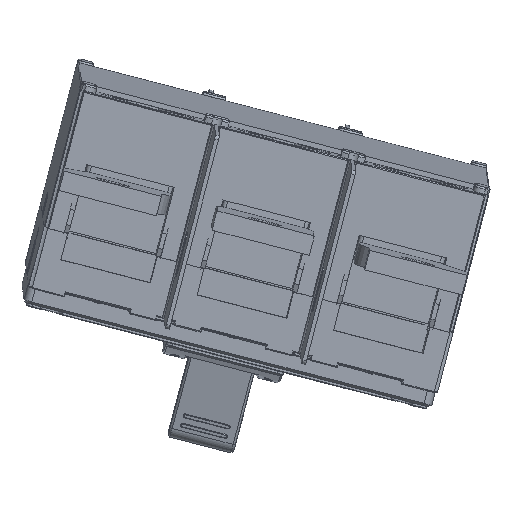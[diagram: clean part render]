
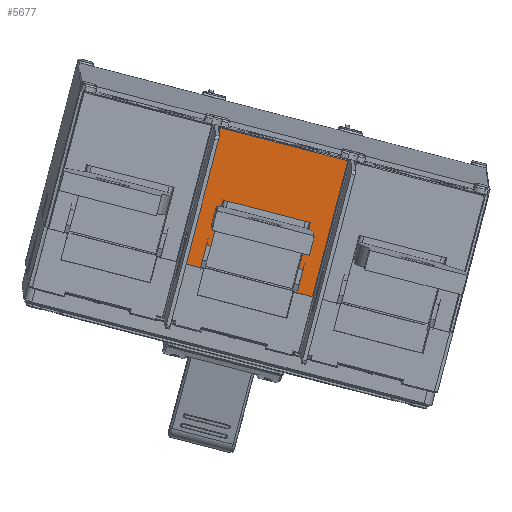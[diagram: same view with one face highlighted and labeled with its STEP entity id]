
A CAD part, top view. The second image highlights one B-rep face of the part: STEP entity #5677.
In plain terms, the highlighted planar face has unit normal (0.006, -0.048, 0.999).
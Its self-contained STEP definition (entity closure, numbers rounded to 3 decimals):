
#5677=ADVANCED_FACE('',(#11562),#9277,.T.);
#9277=PLANE('',#68898);
#11562=FACE_OUTER_BOUND('',#15009,.T.);
#15009=EDGE_LOOP('',(#20053,#20054,#20055,#20056,#20057,#20058,#20059,#20060,
#20061,#20062,#20063,#20064));
#20053=ORIENTED_EDGE('',*,*,#45743,.T.);
#20054=ORIENTED_EDGE('',*,*,#45079,.F.);
#20055=ORIENTED_EDGE('',*,*,#45744,.T.);
#20056=ORIENTED_EDGE('',*,*,#45745,.F.);
#20057=ORIENTED_EDGE('',*,*,#45746,.T.);
#20058=ORIENTED_EDGE('',*,*,#45747,.F.);
#20059=ORIENTED_EDGE('',*,*,#45748,.F.);
#20060=ORIENTED_EDGE('',*,*,#45749,.F.);
#20061=ORIENTED_EDGE('',*,*,#45750,.F.);
#20062=ORIENTED_EDGE('',*,*,#45071,.F.);
#20063=ORIENTED_EDGE('',*,*,#45751,.T.);
#20064=ORIENTED_EDGE('',*,*,#45752,.F.);
#38597=VERTEX_POINT('',#91379);
#38598=VERTEX_POINT('',#91381);
#38605=VERTEX_POINT('',#91395);
#38606=VERTEX_POINT('',#91397);
#39178=VERTEX_POINT('',#92925);
#39179=VERTEX_POINT('',#92927);
#39180=VERTEX_POINT('',#92929);
#39181=VERTEX_POINT('',#92931);
#39182=VERTEX_POINT('',#92933);
#39183=VERTEX_POINT('',#92935);
#39184=VERTEX_POINT('',#92937);
#39185=VERTEX_POINT('',#92940);
#45071=EDGE_CURVE('',#38597,#38598,#54772,.T.);
#45079=EDGE_CURVE('',#38605,#38606,#54780,.T.);
#45743=EDGE_CURVE('',#39178,#38606,#55250,.T.);
#45744=EDGE_CURVE('',#38605,#39179,#55251,.T.);
#45745=EDGE_CURVE('',#39180,#39179,#55252,.T.);
#45746=EDGE_CURVE('',#39180,#39181,#55253,.T.);
#45747=EDGE_CURVE('',#39182,#39181,#55254,.T.);
#45748=EDGE_CURVE('',#39183,#39182,#55255,.T.);
#45749=EDGE_CURVE('',#39184,#39183,#55256,.T.);
#45750=EDGE_CURVE('',#38598,#39184,#55257,.T.);
#45751=EDGE_CURVE('',#38597,#39185,#55258,.T.);
#45752=EDGE_CURVE('',#39178,#39185,#55259,.T.);
#54772=LINE('',#91380,#61583);
#54780=LINE('',#91396,#61591);
#55250=LINE('',#92924,#62061);
#55251=LINE('',#92926,#62062);
#55252=LINE('',#92928,#62063);
#55253=LINE('',#92930,#62064);
#55254=LINE('',#92932,#62065);
#55255=LINE('',#92934,#62066);
#55256=LINE('',#92936,#62067);
#55257=LINE('',#92938,#62068);
#55258=LINE('',#92939,#62069);
#55259=LINE('',#92941,#62070);
#61583=VECTOR('',#73973,1.);
#61591=VECTOR('',#73981,1.);
#62061=VECTOR('',#75029,1.);
#62062=VECTOR('',#75030,1.);
#62063=VECTOR('',#75031,1.);
#62064=VECTOR('',#75032,1.);
#62065=VECTOR('',#75033,1.);
#62066=VECTOR('',#75034,1.);
#62067=VECTOR('',#75035,1.);
#62068=VECTOR('',#75036,1.);
#62069=VECTOR('',#75037,1.);
#62070=VECTOR('',#75038,1.);
#68898=AXIS2_PLACEMENT_3D('',#92942,#75039,#75040);
#73973=DIRECTION('',(-0.968,0.25,0.018));
#73981=DIRECTION('',(-0.968,0.25,0.018));
#75029=DIRECTION('',(-0.251,-0.967,-0.045));
#75030=DIRECTION('',(0.251,0.967,0.045));
#75031=DIRECTION('',(-0.968,0.25,0.018));
#75032=DIRECTION('',(0.251,0.967,0.045));
#75033=DIRECTION('',(-0.968,0.25,0.018));
#75034=DIRECTION('',(0.251,0.967,0.045));
#75035=DIRECTION('',(-0.968,0.25,0.018));
#75036=DIRECTION('',(0.251,0.967,0.045));
#75037=DIRECTION('',(0.251,0.967,0.045));
#75038=DIRECTION('',(0.968,-0.25,-0.018));
#75039=DIRECTION('',(0.006,-0.048,0.999));
#75040=DIRECTION('',(-0.968,0.25,0.018));
#91379=CARTESIAN_POINT('',(834.106,-50.761,193.364));
#91380=CARTESIAN_POINT('',(834.106,-50.761,193.364));
#91381=CARTESIAN_POINT('',(826.362,-48.757,193.51));
#91395=CARTESIAN_POINT('',(778.448,-36.358,194.408));
#91396=CARTESIAN_POINT('',(778.448,-36.358,194.408));
#91397=CARTESIAN_POINT('',(770.705,-34.354,194.553));
#92924=CARTESIAN_POINT('',(788.279,33.332,197.67));
#92925=CARTESIAN_POINT('',(788.279,33.332,197.67));
#92926=CARTESIAN_POINT('',(778.448,-36.358,194.408));
#92927=CARTESIAN_POINT('',(781.461,-24.755,194.942));
#92928=CARTESIAN_POINT('',(783.639,-25.318,194.901));
#92929=CARTESIAN_POINT('',(783.639,-25.318,194.901));
#92930=CARTESIAN_POINT('',(783.639,-25.318,194.901));
#92931=CARTESIAN_POINT('',(789.539,-2.595,195.948));
#92932=CARTESIAN_POINT('',(833.097,-13.867,195.131));
#92933=CARTESIAN_POINT('',(833.097,-13.867,195.131));
#92934=CARTESIAN_POINT('',(827.197,-36.59,194.085));
#92935=CARTESIAN_POINT('',(827.197,-36.59,194.085));
#92936=CARTESIAN_POINT('',(829.375,-37.154,194.044));
#92937=CARTESIAN_POINT('',(829.375,-37.154,194.044));
#92938=CARTESIAN_POINT('',(826.362,-48.757,193.51));
#92939=CARTESIAN_POINT('',(834.106,-50.761,193.364));
#92940=CARTESIAN_POINT('',(851.68,16.925,196.481));
#92941=CARTESIAN_POINT('',(788.279,33.332,197.67));
#92942=CARTESIAN_POINT('',(633.014,1.278,197.135));
